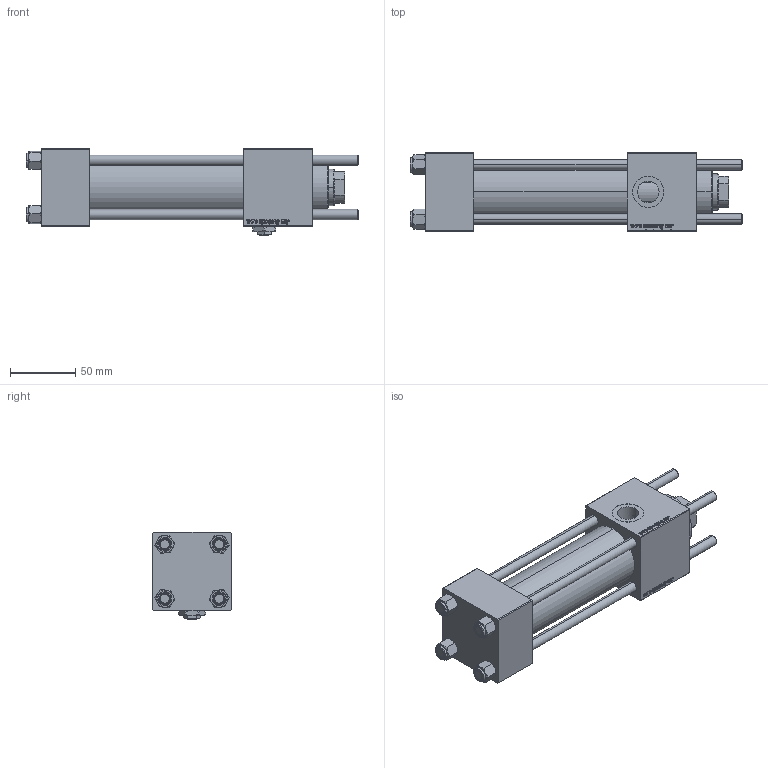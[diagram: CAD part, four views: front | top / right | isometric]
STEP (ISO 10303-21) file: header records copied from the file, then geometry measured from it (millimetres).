
FILE_DESCRIPTION (( 'STEP AP203' ), '1' );
FILE_NAME ('becc.STEP', '2023-08-23T19:23:25', ( '' ), ( '' ), 'SwSTEP 2.0', 'SolidWorks 2019', '' );
FILE_SCHEMA (( 'CONFIG_CONTROL_DESIGN' ));
Length unit declared in the file: millimetre
Products named in the file (7): V215CR_B-1 d8a13fdb6fbc015b12d0873642756112; V215CR_VCP_B d8a13fdb6fbc015b12d0873642756112; Zatka_pro_OIL_PORT d8a13fdb6fbc015b12d0873642756112; V215CR_B_TYCINKA d8a13fdb6fbc015b12d0873642756112; becc; NUT_M5_B d8a13fdb6fbc015b12d0873642756112; V215_VC_A d8a13fdb6fbc015b12d0873642756112
Assembly tree (12 placements, depth 2):
  becc
    V215CR_B-1 d8a13fdb6fbc015b12d0873642756112
    V215CR_VCP_B d8a13fdb6fbc015b12d0873642756112
    NUT_M5_B d8a13fdb6fbc015b12d0873642756112  x4
    V215CR_B_TYCINKA d8a13fdb6fbc015b12d0873642756112  x4
    V215_VC_A d8a13fdb6fbc015b12d0873642756112
    Zatka_pro_OIL_PORT d8a13fdb6fbc015b12d0873642756112
Bounding box: 255 x 60 x 67 mm (x, y, z)
Volume: 506691.5 mm3; surface area: 148758.1 mm2
Topology: 12 solids, 12 shells, 1207 faces, 3054 edges, 1977 vertices
Faces by surface type: bspline 504, plane 456, cone 156, cylinder 83, torus 8
Entity records: 58579 total; most frequent: CARTESIAN_POINT 34626, ORIENTED_EDGE 5600, DIRECTION 3120, EDGE_CURVE 2800, VERTEX_POINT 1833, LINE 1486, VECTOR 1486, EDGE_LOOP 1215
